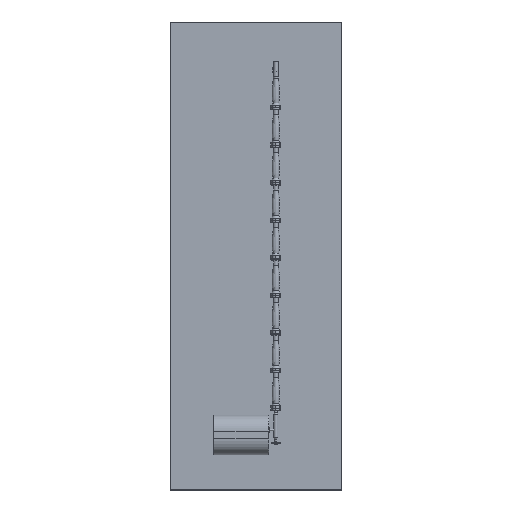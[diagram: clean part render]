
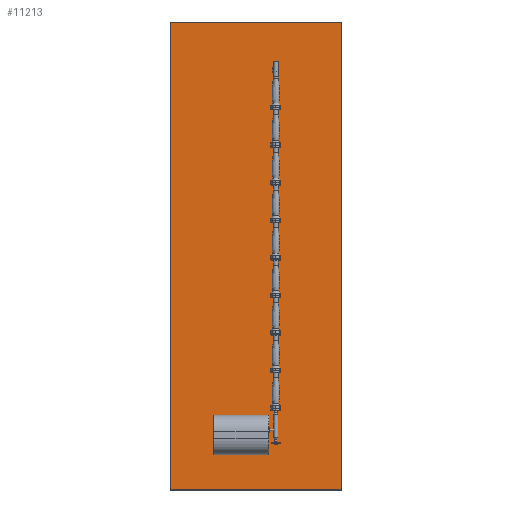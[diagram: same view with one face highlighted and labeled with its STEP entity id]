
A CAD part, top view. The second image highlights one B-rep face of the part: STEP entity #11213.
In plain terms, the highlighted free-form (B-spline) face has degree [1, 1] with [2, 2] control points.
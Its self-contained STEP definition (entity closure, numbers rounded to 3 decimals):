
#11093 = EDGE_CURVE('',#11094,#11096,#11098,.T.);
#11094 = VERTEX_POINT('',#11095);
#11095 = CARTESIAN_POINT('',(-349.384,-271.774,
    -80.085));
#11096 = VERTEX_POINT('',#11097);
#11097 = CARTESIAN_POINT('',(497.214,-271.774,
    -80.085));
#11098 = B_SPLINE_CURVE_WITH_KNOTS('',1,(#11099,#11100),.UNSPECIFIED.,
  .F.,.F.,(2,2),(-283.92,283.92),
  .PIECEWISE_BEZIER_KNOTS.);
#11099 = CARTESIAN_POINT('',(-349.384,-271.774,
    -80.085));
#11100 = CARTESIAN_POINT('',(497.214,-271.774,
    -80.085));
#11129 = EDGE_CURVE('',#11094,#11130,#11132,.T.);
#11130 = VERTEX_POINT('',#11131);
#11131 = CARTESIAN_POINT('',(-349.384,2043.872,
    -80.085));
#11132 = B_SPLINE_CURVE_WITH_KNOTS('',1,(#11133,#11134),.UNSPECIFIED.,
  .F.,.F.,(2,2),(-776.588,776.588),
  .PIECEWISE_BEZIER_KNOTS.);
#11133 = CARTESIAN_POINT('',(-349.384,-271.774,
    -80.085));
#11134 = CARTESIAN_POINT('',(-349.384,2043.872,
    -80.085));
#11157 = EDGE_CURVE('',#11130,#11158,#11160,.T.);
#11158 = VERTEX_POINT('',#11159);
#11159 = CARTESIAN_POINT('',(497.214,2043.872,
    -80.085));
#11160 = B_SPLINE_CURVE_WITH_KNOTS('',1,(#11161,#11162),.UNSPECIFIED.,
  .F.,.F.,(2,2),(-283.92,283.92),
  .PIECEWISE_BEZIER_KNOTS.);
#11161 = CARTESIAN_POINT('',(-349.384,2043.872,
    -80.085));
#11162 = CARTESIAN_POINT('',(497.214,2043.872,
    -80.085));
#11185 = EDGE_CURVE('',#11096,#11158,#11186,.T.);
#11186 = B_SPLINE_CURVE_WITH_KNOTS('',1,(#11187,#11188),.UNSPECIFIED.,
  .F.,.F.,(2,2),(-776.588,776.588),
  .PIECEWISE_BEZIER_KNOTS.);
#11187 = CARTESIAN_POINT('',(497.214,-271.774,
    -80.085));
#11188 = CARTESIAN_POINT('',(497.214,2043.872,
    -80.085));
#11213 = ADVANCED_FACE('',(#11214),#11220,.F.);
#11214 = FACE_BOUND('',#11215,.T.);
#11215 = EDGE_LOOP('',(#11216,#11217,#11218,#11219));
#11216 = ORIENTED_EDGE('',*,*,#11093,.T.);
#11217 = ORIENTED_EDGE('',*,*,#11185,.T.);
#11218 = ORIENTED_EDGE('',*,*,#11157,.F.);
#11219 = ORIENTED_EDGE('',*,*,#11129,.F.);
#11220 = B_SPLINE_SURFACE_WITH_KNOTS('',1,1,(
    (#11221,#11222)
    ,(#11223,#11224
    )),.UNSPECIFIED.,.F.,.F.,.F.,(2,2),(2,2),(-283.92,
    283.92),(-776.588,776.588),
  .PIECEWISE_BEZIER_KNOTS.);
#11221 = CARTESIAN_POINT('',(-349.384,2043.872,
    -80.085));
#11222 = CARTESIAN_POINT('',(-349.384,-271.774,
    -80.085));
#11223 = CARTESIAN_POINT('',(497.214,2043.872,
    -80.085));
#11224 = CARTESIAN_POINT('',(497.214,-271.774,
    -80.085));
